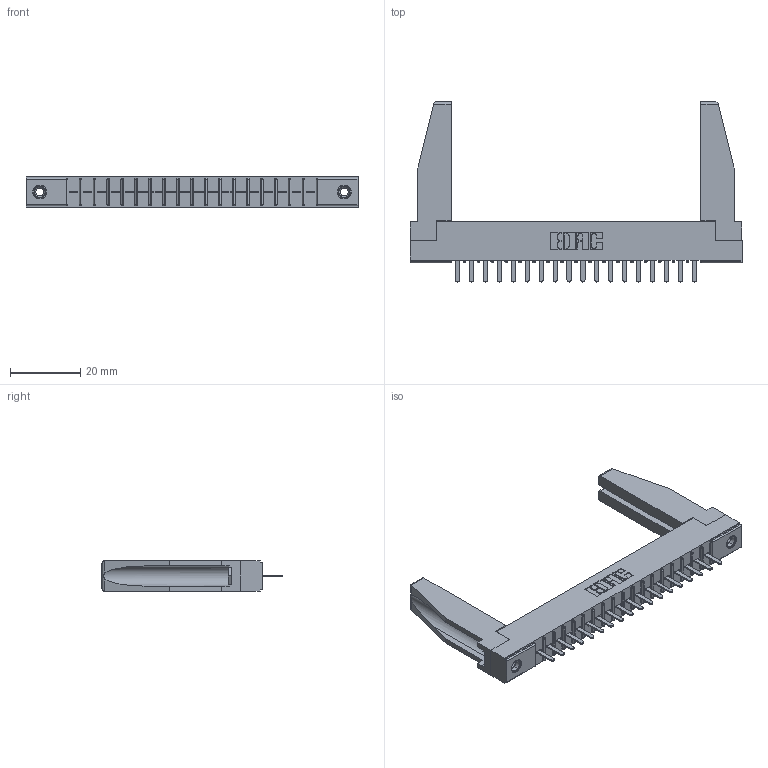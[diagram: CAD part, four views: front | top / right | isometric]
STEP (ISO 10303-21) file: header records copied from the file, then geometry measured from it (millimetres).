
FILE_DESCRIPTION (( 'STEP AP203' ), '1' );
FILE_NAME ('306-018-420-178.STEP', '2020-09-21T19:37:38', ( '' ), ( '' ), 'SwSTEP 2.0', 'SolidWorks 2020', '' );
FILE_SCHEMA (( 'CONFIG_CONTROL_DESIGN' ));
Length unit declared in the file: inch
Products named in the file (5): 306-018-420-178; 306 Part_.156 Dia; 345-250-001_345-250-001-102; 306-290-001_120; 307-220-078
Assembly tree (23 placements, depth 2):
  306-018-420-178
    306 Part_.156 Dia
    306-290-001_120  x18
    345-250-001_345-250-001-102  x2
    307-220-078  x2
Bounding box: 94.34 x 51.16 x 8.71 mm (x, y, z)
Volume: 10426.1 mm3; surface area: 13225.3 mm2
Topology: 23 solids, 23 shells, 1506 faces, 4192 edges, 2688 vertices
Faces by surface type: plane 998, cylinder 420, sphere 72, cone 12, torus 4
Entity records: 22290 total; most frequent: CARTESIAN_POINT 3739, ORIENTED_EDGE 3662, DIRECTION 3641, EDGE_CURVE 1831, VECTOR 1421, LINE 1421, VERTEX_POINT 1166, AXIS2_PLACEMENT_3D 1110
